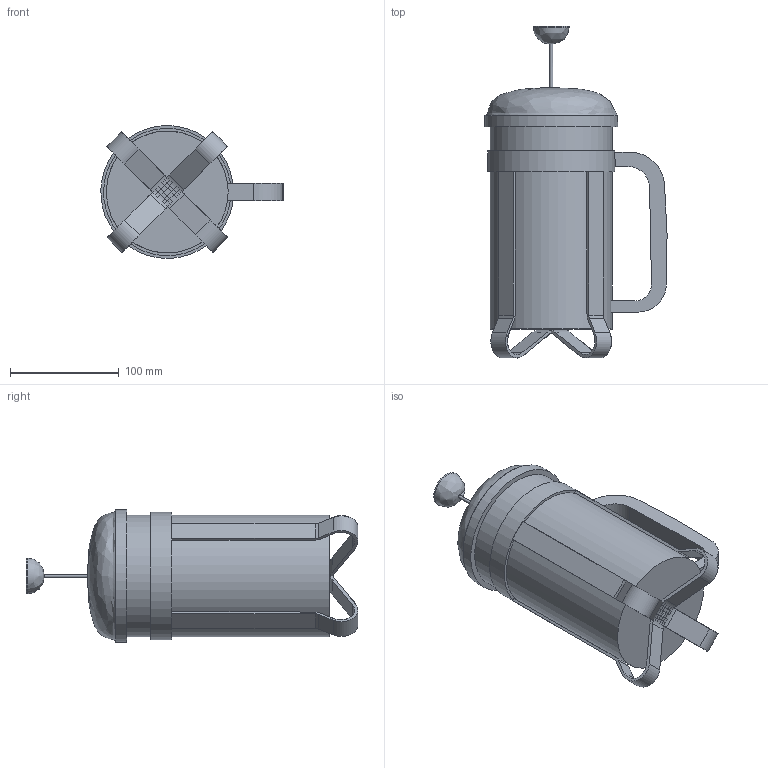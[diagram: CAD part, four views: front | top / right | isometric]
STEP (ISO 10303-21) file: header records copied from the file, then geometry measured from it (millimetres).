
FILE_DESCRIPTION((('zoo.dev export')), '2;1');
FILE_NAME('dump.step', '1970-01-01T00:00:00.0+00:00', ('Author unknown'), ('Organization unknown'), 'zoo.dev beta', 'zoo.dev', 'Authorization unknown');
FILE_SCHEMA(('AP203_CONFIGURATION_CONTROLLED_3D_DESIGN_OF_MECHANICAL_PARTS_AND_ASSEMBLIES_MIM_LF'));
Length unit declared in the file: metre
Products named in the file (12): UNIDENTIFIED_PRODUCT
Bounding box: 167.54 x 305.3 x 122.01 mm (x, y, z)
Volume: 247324.3 mm3; surface area: 128545.2 mm2
Topology: 12 solids, 12 shells, 143 faces, 315 edges, 227 vertices
Faces by surface type: plane 77, bspline 66
Entity records: 4917 total; most frequent: CARTESIAN_POINT 2184, ORIENTED_EDGE 626, EDGE_CURVE 354, DIRECTION 306, VERTEX_POINT 228, VECTOR 228, LINE 228, EDGE_LOOP 176
